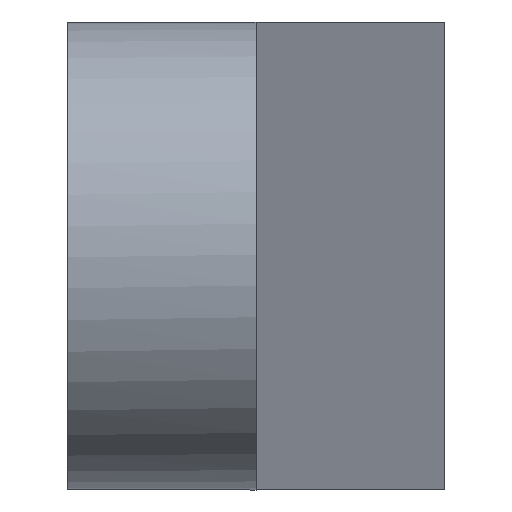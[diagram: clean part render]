
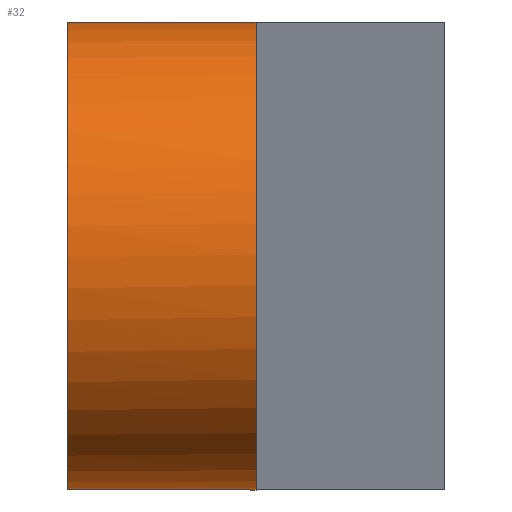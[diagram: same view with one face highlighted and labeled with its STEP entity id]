
A CAD part, front view. The second image highlights one B-rep face of the part: STEP entity #32.
In plain terms, the highlighted free-form (B-spline) face has degree [2, 1] with [5, 2] control points.
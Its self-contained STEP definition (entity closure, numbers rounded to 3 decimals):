
#32=ADVANCED_FACE('',(#47),#255,.T.);
#47=FACE_OUTER_BOUND('',#63,.T.);
#63=EDGE_LOOP('',(#97,#98,#99,#100));
#97=ORIENTED_EDGE('',*,*,#168,.T.);
#98=ORIENTED_EDGE('',*,*,#158,.F.);
#99=ORIENTED_EDGE('',*,*,#160,.T.);
#100=ORIENTED_EDGE('',*,*,#153,.T.);
#153=EDGE_CURVE('',#223,#233,#194,.T.);
#158=EDGE_CURVE('',#228,#236,#199,.T.);
#160=EDGE_CURVE('',#228,#223,#201,.T.);
#168=EDGE_CURVE('',#233,#236,#206,.T.);
#194=(
BOUNDED_CURVE()
B_SPLINE_CURVE(1,(#438,#439),.UNSPECIFIED.,.F.,.F.)
B_SPLINE_CURVE_WITH_KNOTS((2,2),(0.,2.25),.UNSPECIFIED.)
CURVE()
GEOMETRIC_REPRESENTATION_ITEM()
RATIONAL_B_SPLINE_CURVE((1.,1.))
REPRESENTATION_ITEM('')
);
#199=(
BOUNDED_CURVE()
B_SPLINE_CURVE(1,(#451,#452),.UNSPECIFIED.,.F.,.F.)
B_SPLINE_CURVE_WITH_KNOTS((2,2),(0.,2.25),.UNSPECIFIED.)
CURVE()
GEOMETRIC_REPRESENTATION_ITEM()
RATIONAL_B_SPLINE_CURVE((1.,1.))
REPRESENTATION_ITEM('')
);
#201=(
BOUNDED_CURVE()
B_SPLINE_CURVE(2,(#456,#457,#458,#459,#460),.UNSPECIFIED.,.F.,.F.)
B_SPLINE_CURVE_WITH_KNOTS((3,2,3),(121.758,127.275,132.793),
 .UNSPECIFIED.)
CURVE()
GEOMETRIC_REPRESENTATION_ITEM()
RATIONAL_B_SPLINE_CURVE((1.,0.707,1.,0.707,
1.))
REPRESENTATION_ITEM('')
);
#206=(
BOUNDED_CURVE()
B_SPLINE_CURVE(2,(#486,#487,#488,#489,#490),.UNSPECIFIED.,.F.,.F.)
B_SPLINE_CURVE_WITH_KNOTS((3,2,3),(-132.793,-127.275,-121.758),
 .UNSPECIFIED.)
CURVE()
GEOMETRIC_REPRESENTATION_ITEM()
RATIONAL_B_SPLINE_CURVE((1.,0.707,1.,0.707,
1.))
REPRESENTATION_ITEM('')
);
#223=VERTEX_POINT('',#409);
#228=VERTEX_POINT('',#414);
#233=VERTEX_POINT('',#419);
#236=VERTEX_POINT('',#422);
#255=(
BOUNDED_SURFACE()
B_SPLINE_SURFACE(2,1,((#312,#313),(#314,#315),(#316,#317),(#318,#319),(#320,
#321)),.UNSPECIFIED.,.F.,.F.,.F.)
B_SPLINE_SURFACE_WITH_KNOTS((3,2,3),(2,2),(121.758,127.275,
132.793),(0.,4.5),.UNSPECIFIED.)
GEOMETRIC_REPRESENTATION_ITEM()
RATIONAL_B_SPLINE_SURFACE(((1.,1.),(0.707,0.707),
(1.,1.),(0.707,0.707),
(1.,1.)))
REPRESENTATION_ITEM('')
SURFACE()
);
#312=CARTESIAN_POINT('',(-21.694,-62.443,2.8));
#313=CARTESIAN_POINT('',(-17.194,-62.443,2.8));
#314=CARTESIAN_POINT('',(-21.694,-65.243,2.8));
#315=CARTESIAN_POINT('',(-17.194,-65.243,2.8));
#316=CARTESIAN_POINT('',(-21.694,-65.243,0.));
#317=CARTESIAN_POINT('',(-17.194,-65.243,0.));
#318=CARTESIAN_POINT('',(-21.694,-65.243,-2.8));
#319=CARTESIAN_POINT('',(-17.194,-65.243,-2.8));
#320=CARTESIAN_POINT('',(-21.694,-62.443,-2.8));
#321=CARTESIAN_POINT('',(-17.194,-62.443,-2.8));
#409=CARTESIAN_POINT('',(-21.694,-62.443,-2.8));
#414=CARTESIAN_POINT('',(-21.694,-62.443,2.8));
#419=CARTESIAN_POINT('',(-19.444,-62.443,-2.8));
#422=CARTESIAN_POINT('',(-19.444,-62.443,2.8));
#438=CARTESIAN_POINT('',(-21.694,-62.443,-2.8));
#439=CARTESIAN_POINT('',(-19.444,-62.443,-2.8));
#451=CARTESIAN_POINT('',(-21.694,-62.443,2.8));
#452=CARTESIAN_POINT('',(-19.444,-62.443,2.8));
#456=CARTESIAN_POINT('',(-21.694,-62.443,2.8));
#457=CARTESIAN_POINT('',(-21.694,-65.243,2.8));
#458=CARTESIAN_POINT('',(-21.694,-65.243,0.));
#459=CARTESIAN_POINT('',(-21.694,-65.243,-2.8));
#460=CARTESIAN_POINT('',(-21.694,-62.443,-2.8));
#486=CARTESIAN_POINT('',(-19.444,-62.443,-2.8));
#487=CARTESIAN_POINT('',(-19.444,-65.243,-2.8));
#488=CARTESIAN_POINT('',(-19.444,-65.243,0.));
#489=CARTESIAN_POINT('',(-19.444,-65.243,2.8));
#490=CARTESIAN_POINT('',(-19.444,-62.443,2.8));
